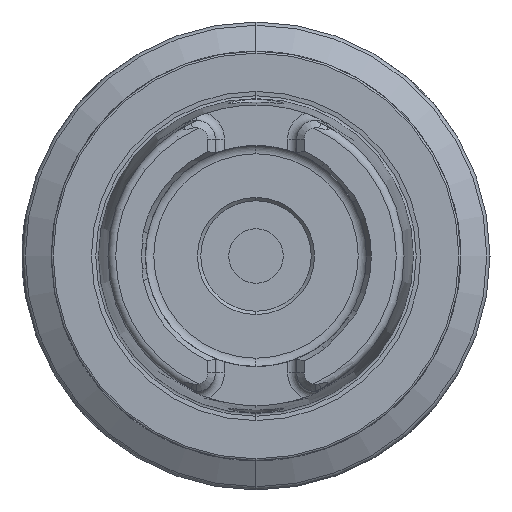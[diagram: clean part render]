
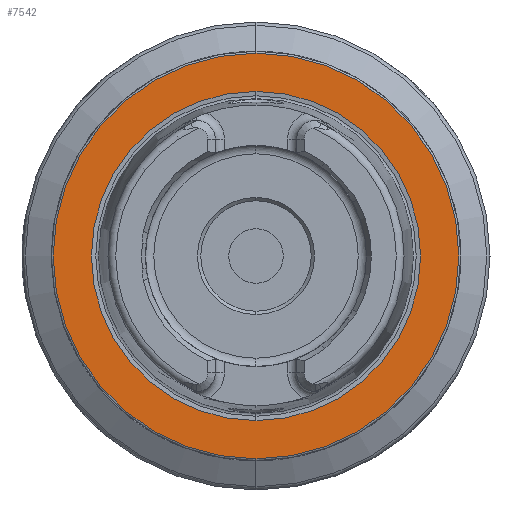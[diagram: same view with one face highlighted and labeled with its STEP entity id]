
A CAD part, left-side view. The second image highlights one B-rep face of the part: STEP entity #7542.
In plain terms, the highlighted planar face has unit normal (-1, 0, 0).
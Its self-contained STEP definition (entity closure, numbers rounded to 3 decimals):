
#107 = CARTESIAN_POINT ( 'NONE',  ( 0., 0., 31.2 ) ) ;
#109 = CARTESIAN_POINT ( 'NONE',  ( 0., 0., -31.2 ) ) ;
#1702 = CIRCLE ( 'NONE', #1705, 31.2 ) ;
#1705 = AXIS2_PLACEMENT_3D ( 'NONE', #6886, #6874, #6873 ) ;
#1708 = CIRCLE ( 'NONE', #1712, 25.324 ) ;
#1712 = AXIS2_PLACEMENT_3D ( 'NONE', #6842, #6841, #6839 ) ;
#2480 = EDGE_LOOP ( 'NONE', ( #6087, #6082 ) ) ;
#2496 = EDGE_LOOP ( 'NONE', ( #6110, #6111 ) ) ;
#4112 = CARTESIAN_POINT ( 'NONE',  ( 0., 0., -25.324 ) ) ;
#4167 = CARTESIAN_POINT ( 'NONE',  ( 0., 0., 25.324 ) ) ;
#6082 = ORIENTED_EDGE ( 'NONE', *, *, #8439, .T. ) ;
#6087 = ORIENTED_EDGE ( 'NONE', *, *, #8823, .T. ) ;
#6110 = ORIENTED_EDGE ( 'NONE', *, *, #8438, .F. ) ;
#6111 = ORIENTED_EDGE ( 'NONE', *, *, #8827, .F. ) ;
#6839 = DIRECTION ( 'NONE',  ( 0., 0., 1. ) ) ;
#6841 = DIRECTION ( 'NONE',  ( -1., 0., 0. ) ) ;
#6842 = CARTESIAN_POINT ( 'NONE',  ( 0., 0., 0. ) ) ;
#6873 = DIRECTION ( 'NONE',  ( 0., 0., 1. ) ) ;
#6874 = DIRECTION ( 'NONE',  ( -1., 0., 0. ) ) ;
#6886 = CARTESIAN_POINT ( 'NONE',  ( 0., 0., 0. ) ) ;
#7441 = VERTEX_POINT ( 'NONE', #4167 ) ;
#7443 = VERTEX_POINT ( 'NONE', #4112 ) ;
#7542 = ADVANCED_FACE ( 'NONE', ( #10264, #10178 ), #10177, .F. ) ;
#7673 = VERTEX_POINT ( 'NONE', #109 ) ;
#7682 = VERTEX_POINT ( 'NONE', #107 ) ;
#8299 = AXIS2_PLACEMENT_3D ( 'NONE', #10186, #10181, #10160 ) ;
#8438 = EDGE_CURVE ( 'NONE', #7441, #7443, #12695, .T. ) ;
#8439 = EDGE_CURVE ( 'NONE', #7673, #7682, #12697, .T. ) ;
#8823 = EDGE_CURVE ( 'NONE', #7682, #7673, #1702, .T. ) ;
#8827 = EDGE_CURVE ( 'NONE', #7443, #7441, #1708, .T. ) ;
#9179 = DIRECTION ( 'NONE',  ( 0., 0., 1. ) ) ;
#9180 = DIRECTION ( 'NONE',  ( -1., 0., 0. ) ) ;
#9181 = CARTESIAN_POINT ( 'NONE',  ( 0., 0., 0. ) ) ;
#9182 = DIRECTION ( 'NONE',  ( 0., 0., 1. ) ) ;
#9183 = DIRECTION ( 'NONE',  ( -1., 0., 0. ) ) ;
#9184 = CARTESIAN_POINT ( 'NONE',  ( 0., 0., 0. ) ) ;
#10160 = DIRECTION ( 'NONE',  ( 0., 0., -1. ) ) ;
#10177 = PLANE ( 'NONE',  #8299 ) ;
#10178 = FACE_OUTER_BOUND ( 'NONE', #2480, .T. ) ;
#10181 = DIRECTION ( 'NONE',  ( 1., 0., 0. ) ) ;
#10186 = CARTESIAN_POINT ( 'NONE',  ( 0., 31.2, 0. ) ) ;
#10264 = FACE_BOUND ( 'NONE', #2496, .T. ) ;
#12695 = CIRCLE ( 'NONE', #12700, 25.324 ) ;
#12697 = CIRCLE ( 'NONE', #12702, 31.2 ) ;
#12700 = AXIS2_PLACEMENT_3D ( 'NONE', #9184, #9183, #9182 ) ;
#12702 = AXIS2_PLACEMENT_3D ( 'NONE', #9181, #9180, #9179 ) ;
